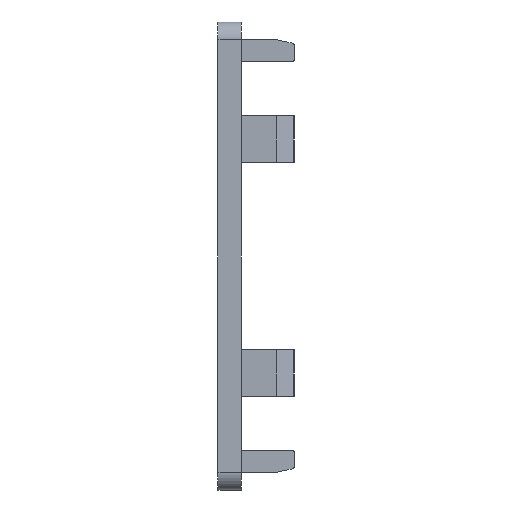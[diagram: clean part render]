
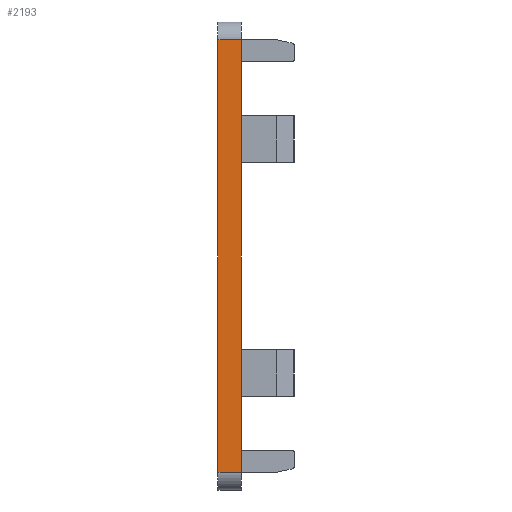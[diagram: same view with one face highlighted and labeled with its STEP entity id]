
A CAD part, left-side view. The second image highlights one B-rep face of the part: STEP entity #2193.
In plain terms, the highlighted planar face has unit normal (-1, 0, 0).
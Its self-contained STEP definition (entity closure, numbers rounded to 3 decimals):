
#180=ORIENTED_EDGE('',*,*,#796,.T.);
#181=ORIENTED_EDGE('',*,*,#811,.F.);
#182=ORIENTED_EDGE('',*,*,#812,.F.);
#183=ORIENTED_EDGE('',*,*,#808,.T.);
#796=EDGE_CURVE('',#1113,#1111,#1316,.T.);
#808=EDGE_CURVE('',#1124,#1113,#1324,.T.);
#811=EDGE_CURVE('',#1126,#1111,#1326,.T.);
#812=EDGE_CURVE('',#1124,#1126,#1327,.T.);
#1111=VERTEX_POINT('',#3247);
#1113=VERTEX_POINT('',#3250);
#1124=VERTEX_POINT('',#3274);
#1126=VERTEX_POINT('',#3280);
#1316=LINE('',#3249,#1560);
#1324=LINE('',#3273,#1568);
#1326=LINE('',#3279,#1570);
#1327=LINE('',#3281,#1571);
#1560=VECTOR('',#2582,1000.);
#1568=VECTOR('',#2600,1000.);
#1570=VECTOR('',#2606,1000.);
#1571=VECTOR('',#2607,1000.);
#1791=EDGE_LOOP('',(#180,#181,#182,#183));
#1951=FACE_BOUND('',#1791,.T.);
#2101=PLANE('',#2350);
#2193=ADVANCED_FACE('',(#1951),#2101,.F.);
#2350=AXIS2_PLACEMENT_3D('',#3278,#2604,#2605);
#2582=DIRECTION('',(0.,0.,1.));
#2600=DIRECTION('',(0.,-1.,0.));
#2604=DIRECTION('',(1.,0.,0.));
#2605=DIRECTION('',(0.,0.,-1.));
#2606=DIRECTION('',(0.,-1.,0.));
#2607=DIRECTION('',(0.,0.,1.));
#3247=CARTESIAN_POINT('',(0.,0.,77.));
#3249=CARTESIAN_POINT('',(0.,0.,3.));
#3250=CARTESIAN_POINT('',(0.,0.,3.));
#3273=CARTESIAN_POINT('',(0.,4.,3.));
#3274=CARTESIAN_POINT('',(0.,4.,3.));
#3278=CARTESIAN_POINT('',(0.,4.,3.));
#3279=CARTESIAN_POINT('',(0.,4.,77.));
#3280=CARTESIAN_POINT('',(0.,4.,77.));
#3281=CARTESIAN_POINT('',(0.,4.,3.));
